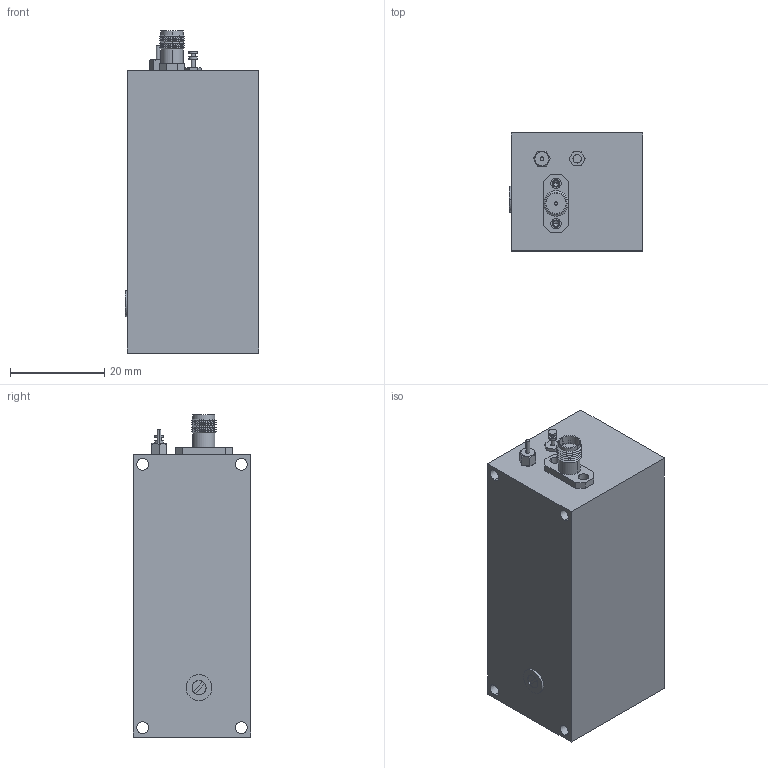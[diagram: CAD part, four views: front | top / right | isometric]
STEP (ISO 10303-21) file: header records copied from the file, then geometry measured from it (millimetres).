
FILE_DESCRIPTION (( 'STEP AP203' ), '1' );
FILE_NAME ('OD-FCA-NW2.STEP', '2022-09-16T21:28:43', ( '' ), ( '' ), 'SwSTEP 2.0', 'SolidWorks 2021', '' );
FILE_SCHEMA (( 'CONFIG_CONTROL_DESIGN' ));
Length unit declared in the file: millimetre
Products named in the file (1): OD-FCA-NW2
Bounding box: 28.5 x 25 x 68.5 mm (x, y, z)
Volume: 41687.4 mm3; surface area: 9280.1 mm2
Topology: 5 solids, 5 shells, 173 faces, 388 edges, 236 vertices
Faces by surface type: cylinder 64, cone 56, plane 53
Entity records: 4993 total; most frequent: CARTESIAN_POINT 1004, DIRECTION 866, ORIENTED_EDGE 760, EDGE_CURVE 380, AXIS2_PLACEMENT_3D 342, VERTEX_POINT 236, EDGE_LOOP 204, LINE 182
